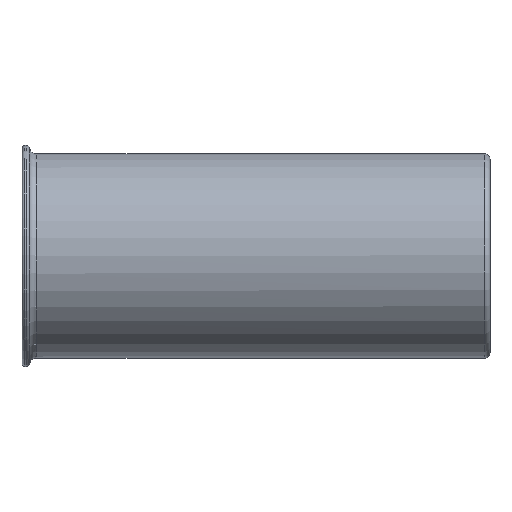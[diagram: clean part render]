
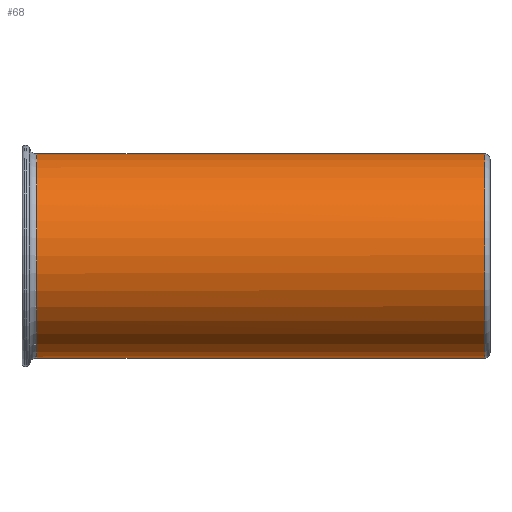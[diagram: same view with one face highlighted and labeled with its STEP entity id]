
A CAD part, top view. The second image highlights one B-rep face of the part: STEP entity #68.
In plain terms, the highlighted cylindrical face has radius 3.925 mm (diameter 7.85 mm), a partial arc.
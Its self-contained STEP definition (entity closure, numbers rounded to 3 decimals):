
#68=ADVANCED_FACE('',(#115),#116,.T.);
#115=FACE_OUTER_BOUND('',#162,.T.);
#116=CYLINDRICAL_SURFACE('',#163,3.925);
#162=EDGE_LOOP('',(#329,#330,#331,#332,#333));
#163=AXIS2_PLACEMENT_3D('',#334,#335,#336);
#329=ORIENTED_EDGE('',*,*,#386,.F.);
#330=ORIENTED_EDGE('',*,*,#381,.F.);
#331=ORIENTED_EDGE('',*,*,#385,.T.);
#332=ORIENTED_EDGE('',*,*,#388,.F.);
#333=ORIENTED_EDGE('',*,*,#340,.F.);
#334=CARTESIAN_POINT('',(-18.9,0.0,0.0));
#335=DIRECTION('',(-1.0,-0.0,0.0));
#336=DIRECTION('',(0.0,-1.0,0.0));
#340=EDGE_CURVE('',#394,#390,#396,.T.);
#381=EDGE_CURVE('',#460,#462,#463,.T.);
#385=EDGE_CURVE('',#460,#402,#467,.T.);
#386=EDGE_CURVE('',#462,#394,#468,.T.);
#388=EDGE_CURVE('',#390,#402,#470,.T.);
#390=VERTEX_POINT('',#472);
#394=VERTEX_POINT('',#476);
#396=CIRCLE('',#478,3.925);
#402=VERTEX_POINT('',#484);
#460=VERTEX_POINT('',#546);
#462=VERTEX_POINT('',#548);
#463=CIRCLE('',#549,3.925);
#467=LINE('',#553,#554);
#468=LINE('',#555,#556);
#470=CIRCLE('',#558,3.925);
#472=CARTESIAN_POINT('',(-0.2,-3.925,0.033));
#476=CARTESIAN_POINT('',(-0.2,3.925,0.0));
#478=AXIS2_PLACEMENT_3D('',#568,#569,#570);
#484=CARTESIAN_POINT('',(-0.2,-3.925,0.0));
#546=CARTESIAN_POINT('',(-17.425,-3.925,0.0));
#548=CARTESIAN_POINT('',(-17.425,3.925,0.0));
#549=AXIS2_PLACEMENT_3D('',#683,#684,#685);
#553=CARTESIAN_POINT('',(-17.425,-3.925,0.0));
#554=VECTOR('',#695,17.225);
#555=CARTESIAN_POINT('',(-17.425,3.925,0.0));
#556=VECTOR('',#696,17.225);
#558=AXIS2_PLACEMENT_3D('',#700,#701,#702);
#568=CARTESIAN_POINT('',(-0.2,0.0,0.0));
#569=DIRECTION('',(1.0,0.0,0.0));
#570=DIRECTION('',(0.0,1.0,0.0));
#683=CARTESIAN_POINT('',(-17.425,0.0,0.0));
#684=DIRECTION('',(-1.0,0.0,0.0));
#685=DIRECTION('',(0.0,-1.0,0.0));
#695=DIRECTION('',(1.0,0.0,0.));
#696=DIRECTION('',(1.0,0.0,0.));
#700=CARTESIAN_POINT('',(-0.2,0.0,0.0));
#701=DIRECTION('',(1.0,0.0,0.0));
#702=DIRECTION('',(0.0,1.0,0.0));
